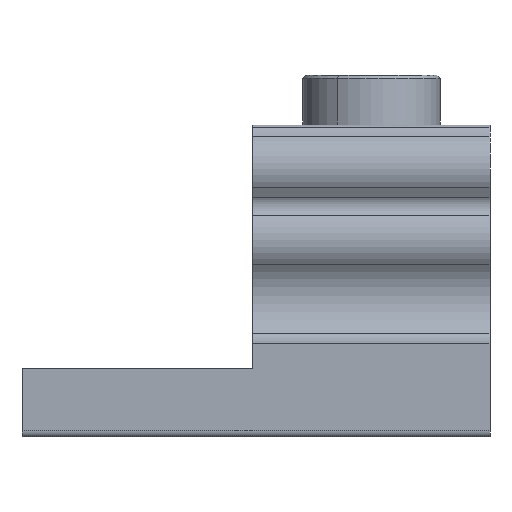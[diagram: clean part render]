
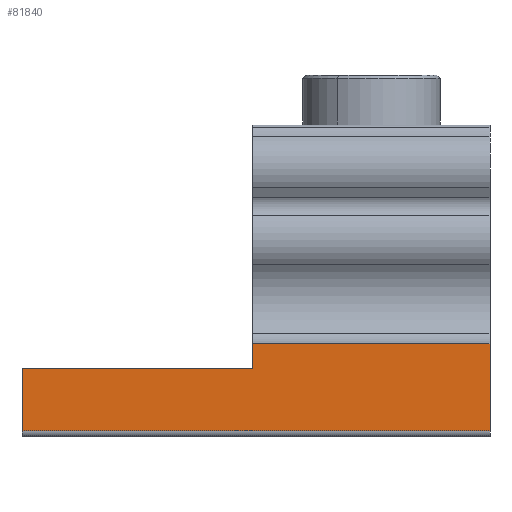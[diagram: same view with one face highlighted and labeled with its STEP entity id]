
A CAD part, front view. The second image highlights one B-rep face of the part: STEP entity #81840.
In plain terms, the highlighted planar face has unit normal (0, -1, 0).
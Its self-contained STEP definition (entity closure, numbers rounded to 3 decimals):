
#81150=CARTESIAN_POINT('',(2.,-19.04,31.099));
#81160=VERTEX_POINT('',#81150);
#81250=CARTESIAN_POINT('',(40.,-19.04,31.099));
#81260=VERTEX_POINT('',#81250);
#81290=CARTESIAN_POINT('',(-38.08,-19.04,31.099));
#81300=DIRECTION('',(1.,0.,0.));
#81310=VECTOR('',#81300,1.19);
#81320=LINE('',#81290,#81310);
#81330=EDGE_CURVE('',#81160,#81260,#81320,.T.);
#81380=CARTESIAN_POINT('',(-38.08,-19.04,27.132));
#81390=DIRECTION('',(0.,1.,0.));
#81400=DIRECTION('',(0.,0.,1.));
#81410=AXIS2_PLACEMENT_3D('',#81380,#81390,#81400);
#81420=PLANE('',#81410);
#81430=CARTESIAN_POINT('',(40.,-19.04,61.642));
#81440=DIRECTION('',(0.,0.,1.));
#81450=VECTOR('',#81440,1.19);
#81460=LINE('',#81430,#81450);
#81470=CARTESIAN_POINT('',(40.,-19.04,17.132));
#81480=VERTEX_POINT('',#81470);
#81490=EDGE_CURVE('',#81480,#81260,#81460,.T.);
#81500=ORIENTED_EDGE('',*,*,#81490,.T.);
#81510=CARTESIAN_POINT('',(-38.08,-19.04,17.132));
#81520=DIRECTION('',(-1.,0.,0.));
#81530=VECTOR('',#81520,1.);
#81540=LINE('',#81510,#81530);
#81550=CARTESIAN_POINT('',(-35.,-19.04,17.132));
#81560=VERTEX_POINT('',#81550);
#81570=EDGE_CURVE('',#81480,#81560,#81540,.T.);
#81580=ORIENTED_EDGE('',*,*,#81570,.F.);
#81590=CARTESIAN_POINT('',(-35.,-19.04,61.642));
#81600=DIRECTION('',(0.,0.,1.));
#81610=VECTOR('',#81600,1.19);
#81620=LINE('',#81590,#81610);
#81630=CARTESIAN_POINT('',(-35.,-19.04,27.135));
#81640=VERTEX_POINT('',#81630);
#81650=EDGE_CURVE('',#81560,#81640,#81620,.T.);
#81660=ORIENTED_EDGE('',*,*,#81650,.F.);
#81670=CARTESIAN_POINT('',(-38.08,-19.04,27.135));
#81680=DIRECTION('',(1.,0.,0.));
#81690=VECTOR('',#81680,1.);
#81700=LINE('',#81670,#81690);
#81710=CARTESIAN_POINT('',(2.,-19.04,27.135));
#81720=VERTEX_POINT('',#81710);
#81730=EDGE_CURVE('',#81640,#81720,#81700,.T.);
#81740=ORIENTED_EDGE('',*,*,#81730,.F.);
#81750=CARTESIAN_POINT('',(2.,-19.04,61.642));
#81760=DIRECTION('',(0.,0.,1.));
#81770=VECTOR('',#81760,1.);
#81780=LINE('',#81750,#81770);
#81790=EDGE_CURVE('',#81720,#81160,#81780,.T.);
#81800=ORIENTED_EDGE('',*,*,#81790,.F.);
#81810=ORIENTED_EDGE('',*,*,#81330,.F.);
#81820=EDGE_LOOP('',(#81810,#81800,#81740,#81660,#81580,#81500));
#81830=FACE_OUTER_BOUND('',#81820,.T.);
#81840=ADVANCED_FACE('',(#81830),#81420,.F.);
